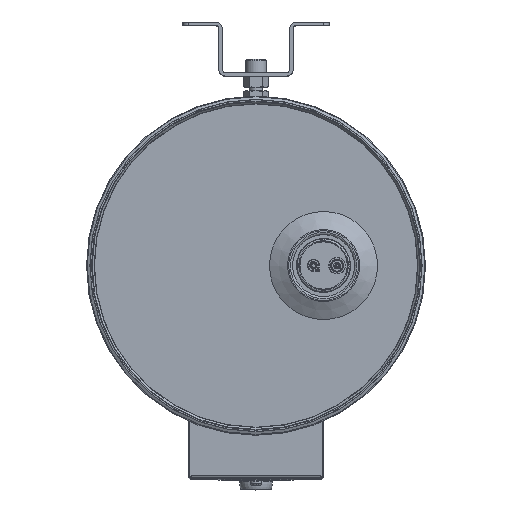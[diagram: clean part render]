
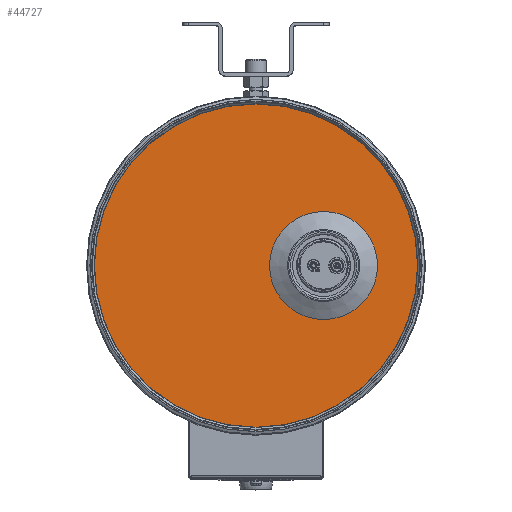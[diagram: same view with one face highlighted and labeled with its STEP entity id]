
A CAD part, top view. The second image highlights one B-rep face of the part: STEP entity #44727.
In plain terms, the highlighted planar face has unit normal (0, 0, 1).
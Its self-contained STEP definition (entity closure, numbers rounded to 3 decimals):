
#18321=PLANE('',#47178);
#23347=ORIENTED_EDGE('',*,*,#31272,.T.);
#23348=ORIENTED_EDGE('',*,*,#31273,.T.);
#31272=EDGE_CURVE('',#35620,#35620,#37838,.T.);
#31273=EDGE_CURVE('',#35621,#35621,#37839,.F.);
#35620=VERTEX_POINT('',#72558);
#35621=VERTEX_POINT('',#72560);
#37838=CIRCLE('',#47179,48.);
#37839=CIRCLE('',#47180,143.5);
#39574=EDGE_LOOP('',(#23347));
#39575=EDGE_LOOP('',(#23348));
#42018=FACE_BOUND('',#39574,.T.);
#42019=FACE_BOUND('',#39575,.T.);
#44727=ADVANCED_FACE('',(#42018,#42019),#18321,.F.);
#47178=AXIS2_PLACEMENT_3D('',#72556,#52646,#52647);
#47179=AXIS2_PLACEMENT_3D('',#72557,#52648,#52649);
#47180=AXIS2_PLACEMENT_3D('',#72559,#52650,#52651);
#52646=DIRECTION('',(0.,0.,-1.));
#52647=DIRECTION('',(-1.,0.,0.));
#52648=DIRECTION('',(0.,0.,-1.));
#52649=DIRECTION('',(-1.,0.,0.));
#52650=DIRECTION('',(0.,0.,-1.));
#52651=DIRECTION('',(-1.,0.,0.));
#72556=CARTESIAN_POINT('',(0.,0.,134.));
#72557=CARTESIAN_POINT('',(60.,0.,134.));
#72558=CARTESIAN_POINT('',(12.,0.,134.));
#72559=CARTESIAN_POINT('',(0.,0.,134.));
#72560=CARTESIAN_POINT('',(-143.5,0.,134.));
